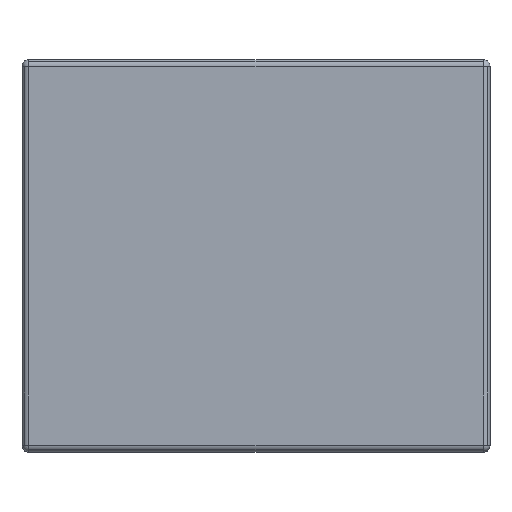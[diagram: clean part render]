
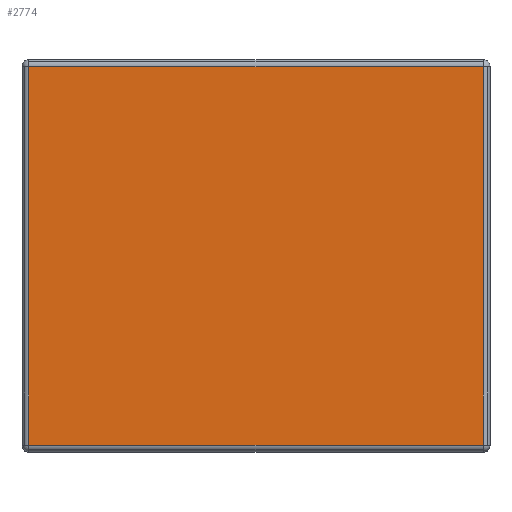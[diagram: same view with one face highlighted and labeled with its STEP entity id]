
A CAD part, top view. The second image highlights one B-rep face of the part: STEP entity #2774.
In plain terms, the highlighted planar face has unit normal (0, 0, 1).
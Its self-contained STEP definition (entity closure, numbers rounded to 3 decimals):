
#1134=CARTESIAN_POINT('',(33.,27.475,31.4));
#1135=VERTEX_POINT('',#1134);
#1143=CARTESIAN_POINT('',(33.,-27.525,31.4));
#1144=VERTEX_POINT('',#1143);
#1145=CARTESIAN_POINT('',(33.,27.475,31.4));
#1146=DIRECTION('',(0.0,-1.0,0.0));
#1147=VECTOR('',#1146,55.);
#1148=LINE('',#1145,#1147);
#1149=EDGE_CURVE('',#1135,#1144,#1148,.T.);
#1176=CARTESIAN_POINT('',(-33.,27.475,31.4));
#1177=VERTEX_POINT('',#1176);
#1185=CARTESIAN_POINT('',(-33.,27.475,31.4));
#1186=DIRECTION('',(1.0,0.0,0.0));
#1187=VECTOR('',#1186,66.);
#1188=LINE('',#1185,#1187);
#1189=EDGE_CURVE('',#1177,#1135,#1188,.T.);
#1223=CARTESIAN_POINT('',(-33.,-27.525,31.4));
#1224=VERTEX_POINT('',#1223);
#1225=CARTESIAN_POINT('',(33.,-27.525,31.4));
#1226=DIRECTION('',(-1.0,0.0,0.0));
#1227=VECTOR('',#1226,66.);
#1228=LINE('',#1225,#1227);
#1229=EDGE_CURVE('',#1144,#1224,#1228,.T.);
#1263=CARTESIAN_POINT('',(-33.,-27.525,31.4));
#1264=DIRECTION('',(0.0,1.0,0.0));
#1265=VECTOR('',#1264,55.);
#1266=LINE('',#1263,#1265);
#1267=EDGE_CURVE('',#1224,#1177,#1266,.T.);
#2763=CARTESIAN_POINT('',(0.,-0.025,31.4));
#2764=DIRECTION('',(0.0,0.0,1.0));
#2765=DIRECTION('',(1.0,0.0,0.0));
#2766=AXIS2_PLACEMENT_3D('',#2763,#2764,#2765);
#2767=PLANE('',#2766);
#2768=ORIENTED_EDGE('',*,*,#1229,.F.);
#2769=ORIENTED_EDGE('',*,*,#1149,.F.);
#2770=ORIENTED_EDGE('',*,*,#1189,.F.);
#2771=ORIENTED_EDGE('',*,*,#1267,.F.);
#2772=EDGE_LOOP('',(#2768,#2769,#2770,#2771));
#2773=FACE_OUTER_BOUND('',#2772,.T.);
#2774=ADVANCED_FACE('',(#2773),#2767,.T.);
